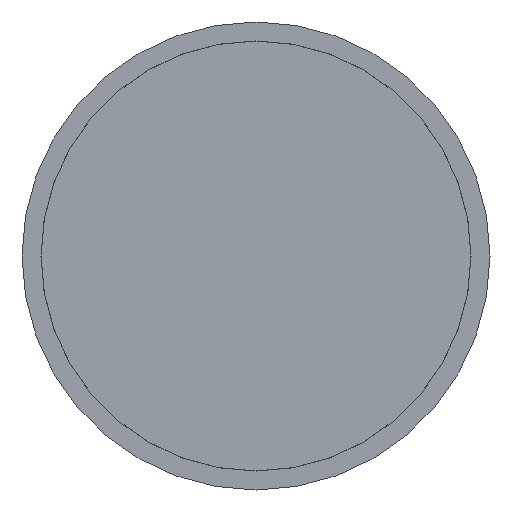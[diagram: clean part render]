
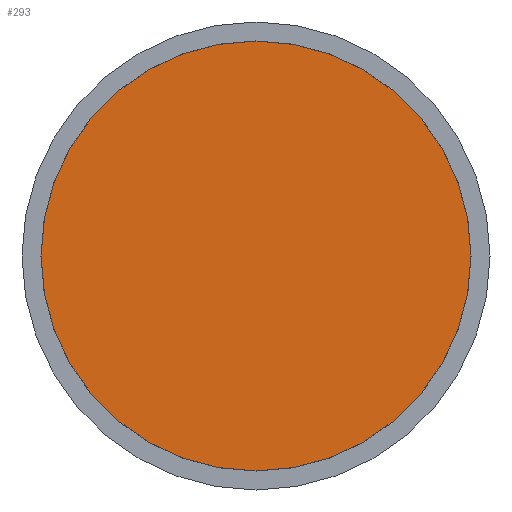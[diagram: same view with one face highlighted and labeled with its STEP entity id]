
A CAD part, left-side view. The second image highlights one B-rep face of the part: STEP entity #293.
In plain terms, the highlighted planar face has unit normal (-1, 0, 0).
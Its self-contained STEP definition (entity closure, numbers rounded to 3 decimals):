
#41=PLANE('',#348);
#61=FACE_OUTER_BOUND('',#92,.T.);
#92=EDGE_LOOP('',(#248));
#139=CIRCLE('',#349,16.99);
#161=VERTEX_POINT('',#529);
#191=EDGE_CURVE('',#161,#161,#139,.T.);
#248=ORIENTED_EDGE('',*,*,#191,.F.);
#293=ADVANCED_FACE('',(#61),#41,.T.);
#348=AXIS2_PLACEMENT_3D('',#528,#440,#441);
#349=AXIS2_PLACEMENT_3D('',#530,#442,#443);
#440=DIRECTION('center_axis',(-1.,0.,0.));
#441=DIRECTION('ref_axis',(0.,0.,1.));
#442=DIRECTION('center_axis',(1.,0.,0.));
#443=DIRECTION('ref_axis',(0.,0.,-1.));
#528=CARTESIAN_POINT('Origin',(0.,16.99,0.));
#529=CARTESIAN_POINT('',(0.,-16.99,0.));
#530=CARTESIAN_POINT('Origin',(0.,0.,0.));
